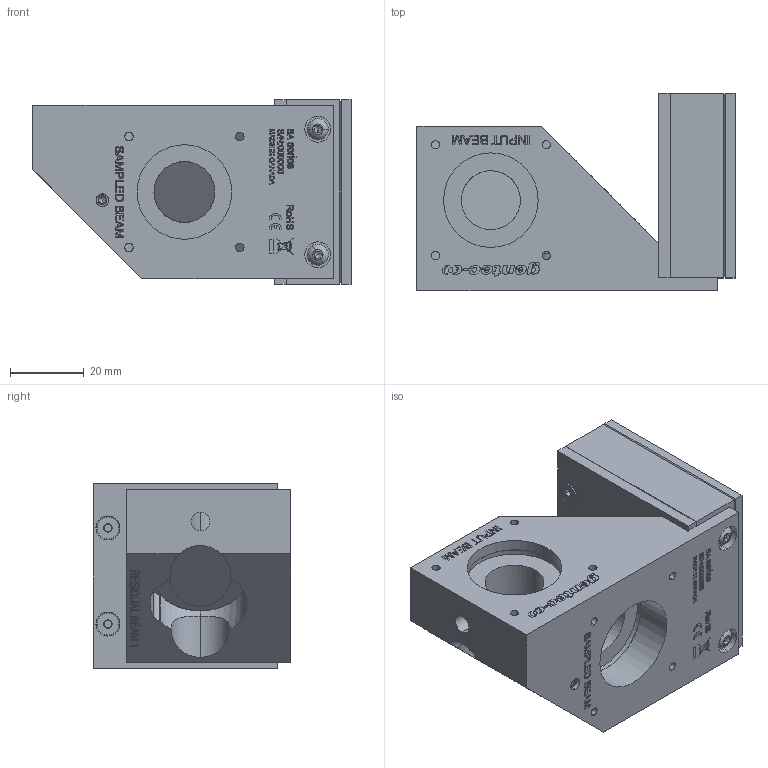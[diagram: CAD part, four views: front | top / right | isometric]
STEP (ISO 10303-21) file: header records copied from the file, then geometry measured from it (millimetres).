
FILE_DESCRIPTION (( 'STEP AP214' ), '1' );
FILE_NAME ('SK-9790A BS19K-150S-H5.STEP', '2023-06-19T19:48:39', ( '' ), ( '' ), 'SwSTEP 2.0', 'SolidWorks 2020', '' );
FILE_SCHEMA (( 'AUTOMOTIVE_DESIGN' ));
Length unit declared in the file: millimetre
Products named in the file (1): SK-9790A BS19K-150S-H5
Bounding box: 86.1 x 53.5 x 50 mm (x, y, z)
Surface area: 41501.3 mm2 (no closed solid volume)
Topology: 0 solids, 145 shells, 1191 faces, 11403 edges, 10377 vertices
Faces by surface type: cylinder 768, plane 280, cone 119, bspline 14, torus 6, sphere 4
Entity records: 133254 total; most frequent: CARTESIAN_POINT 44796, ORIENTED_EDGE 14223, DIRECTION 12682, EDGE_CURVE 11387, VERTEX_POINT 10377, VECTOR 9458, LINE 9458, AXIS2_PLACEMENT_3D 1612
